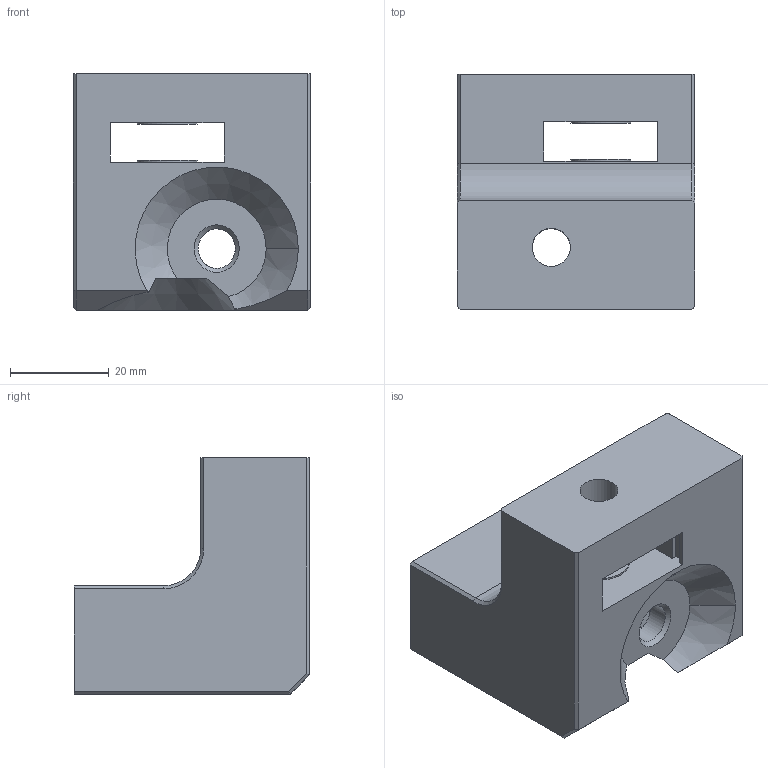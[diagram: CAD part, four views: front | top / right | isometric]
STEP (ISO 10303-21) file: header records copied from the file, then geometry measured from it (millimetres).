
FILE_DESCRIPTION(('FreeCAD Model'),'2;1');
FILE_NAME('Open CASCADE Shape Model','2026-01-21T16:27:08',(''),(''), 'Open CASCADE STEP processor 7.7','FreeCAD','Unknown');
FILE_SCHEMA(('AUTOMOTIVE_DESIGN { 1 0 10303 214 1 1 1 1 }'));
Length unit declared in the file: millimetre
Products named in the file (1): Testpiece
Bounding box: 48 x 47.55 x 47.91 mm (x, y, z)
Volume: 59048.4 mm3; surface area: 15741.1 mm2
Topology: 1 solids, 1 shells, 92 faces, 245 edges, 159 vertices
Faces by surface type: plane 72, cone 10, cylinder 8, bspline 1, extrusion 1
Full cylindrical faces by diameter (mm): 4.6 x1, 7.7 x2, 12.222 x4
Entity records: 2972 total; most frequent: CARTESIAN_POINT 609, ORIENTED_EDGE 490, DIRECTION 463, EDGE_CURVE 245, VECTOR 197, LINE 196, VERTEX_POINT 159, AXIS2_PLACEMENT_3D 133
